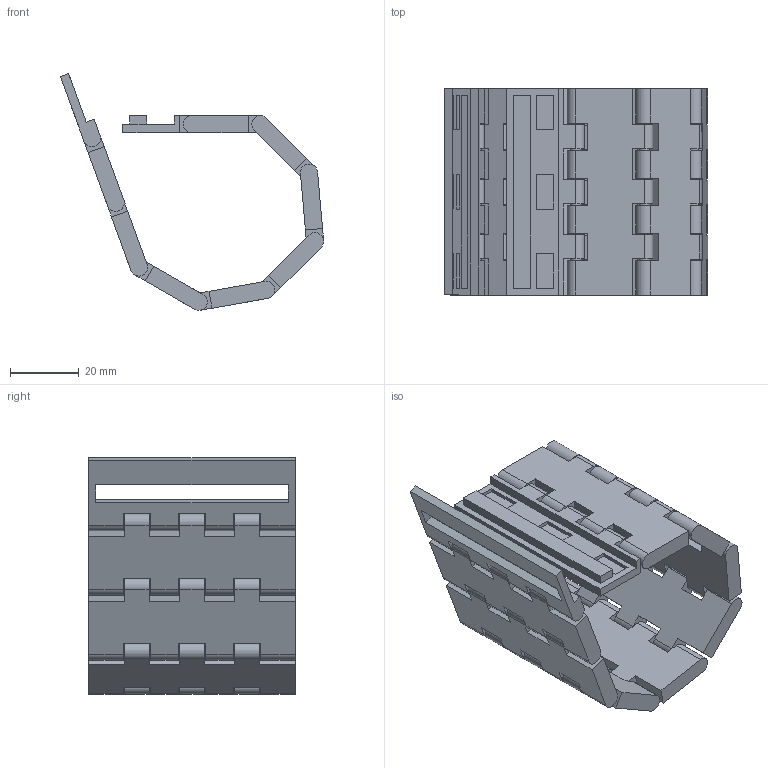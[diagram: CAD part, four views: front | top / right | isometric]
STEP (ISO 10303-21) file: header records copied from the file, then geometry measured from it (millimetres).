
FILE_DESCRIPTION(/* description */ (''),/* implementation_level */ '2;1');
FILE_NAME(/* name */ 'Banda v6.step',/* time_stamp */ '2024-04-02T21:10:06-06:00',/* author */ (''),/* organization */ (''),/* preprocessor_version */ 'ST-DEVELOPER v20',/* originating_system */ 'Autodesk Translation Framework v12.20.1.177',/* authorisation */ '');
FILE_SCHEMA (('AUTOMOTIVE_DESIGN { 1 0 10303 214 3 1 1 }'));
Length unit declared in the file: millimetre
Products named in the file (5): Banda; Componente1; Broche; Componente1_1; Componente2
Assembly tree (11 placements, depth 3):
  Banda
    Componente1  x8
    Broche
      Componente1_1
      Componente2
Bounding box: 76.52 x 60 x 68.88 mm (x, y, z)
Volume: 49952.3 mm3; surface area: 35546.3 mm2
Topology: 10 solids, 10 shells, 373 faces, 1038 edges, 692 vertices
Faces by surface type: plane 256, cylinder 117
Full cylindrical faces by diameter (mm): 3 x27, 3.5 x27
Entity records: 3995 total; most frequent: CARTESIAN_POINT 677, DIRECTION 650, ORIENTED_EDGE 648, EDGE_CURVE 324, LINE 272, VECTOR 272, VERTEX_POINT 216, AXIS2_PLACEMENT_3D 189
